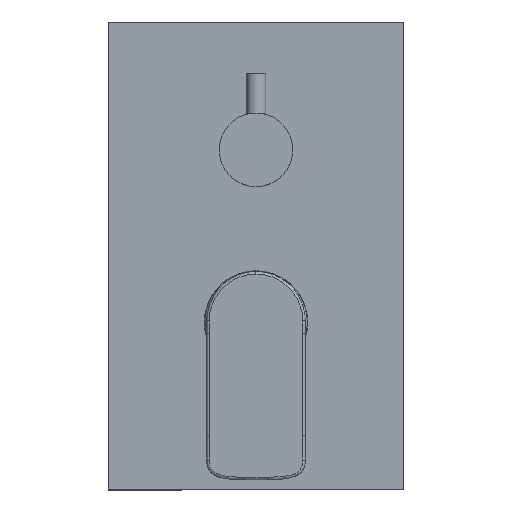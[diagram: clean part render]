
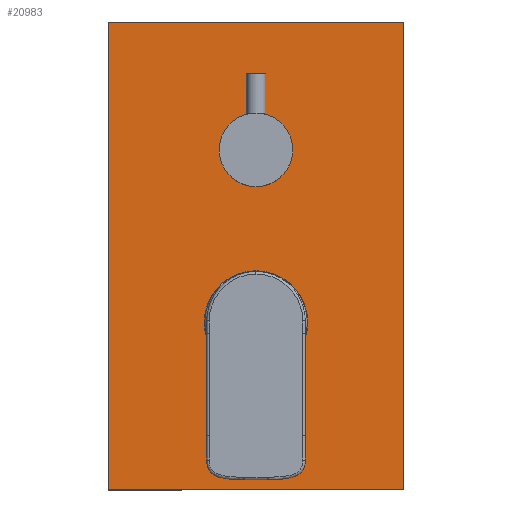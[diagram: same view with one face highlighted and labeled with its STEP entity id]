
A CAD part, top view. The second image highlights one B-rep face of the part: STEP entity #20983.
In plain terms, the highlighted planar face has unit normal (0, 0, 1).
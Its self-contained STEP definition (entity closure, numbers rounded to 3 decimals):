
#432 = FACE_BOUND ( 'NONE', #48970, .T. ) ;
#1640 = CARTESIAN_POINT ( 'NONE',  ( 0., 0., 9. ) ) ;
#1663 = CARTESIAN_POINT ( 'NONE',  ( 60., 95., 9. ) ) ;
#1918 = AXIS2_PLACEMENT_3D ( 'NONE', #13293, #8307, #18687 ) ;
#2281 = DIRECTION ( 'NONE',  ( -1., 0., 0. ) ) ;
#2970 = VECTOR ( 'NONE', #56348, 1000. ) ;
#2986 = DIRECTION ( 'NONE',  ( 0., 1., 0. ) ) ;
#3402 = CARTESIAN_POINT ( 'NONE',  ( 60., 95., 9. ) ) ;
#5219 = VERTEX_POINT ( 'NONE', #51289 ) ;
#5251 = CARTESIAN_POINT ( 'NONE',  ( -12.5, 43., 9. ) ) ;
#7511 = DIRECTION ( 'NONE',  ( 0., -1., 0. ) ) ;
#8017 = DIRECTION ( 'NONE',  ( 0., 0., 1. ) ) ;
#8307 = DIRECTION ( 'NONE',  ( 0., 0., 1. ) ) ;
#10084 = EDGE_CURVE ( 'NONE', #49349, #19470, #39731, .T. ) ;
#10850 = ORIENTED_EDGE ( 'NONE', *, *, #17160, .T. ) ;
#11000 = EDGE_CURVE ( 'NONE', #5219, #42229, #27134, .T. ) ;
#11915 = EDGE_LOOP ( 'NONE', ( #19246, #46397 ) ) ;
#11952 = DIRECTION ( 'NONE',  ( 1., 0., 0. ) ) ;
#12164 = EDGE_CURVE ( 'NONE', #21660, #54760, #48040, .T. ) ;
#12231 = CARTESIAN_POINT ( 'NONE',  ( -21., -27., 9. ) ) ;
#13098 = DIRECTION ( 'NONE',  ( 0., 0., 1. ) ) ;
#13293 = CARTESIAN_POINT ( 'NONE',  ( 0., 43., 9. ) ) ;
#16062 = ORIENTED_EDGE ( 'NONE', *, *, #10084, .F. ) ;
#16104 = EDGE_LOOP ( 'NONE', ( #54018, #10850, #24215, #29102 ) ) ;
#16253 = VECTOR ( 'NONE', #7511, 1000. ) ;
#17160 = EDGE_CURVE ( 'NONE', #42229, #48372, #52680, .T. ) ;
#17980 = AXIS2_PLACEMENT_3D ( 'NONE', #52532, #8017, #48413 ) ;
#18687 = DIRECTION ( 'NONE',  ( 1., 0., 0. ) ) ;
#19246 = ORIENTED_EDGE ( 'NONE', *, *, #12164, .F. ) ;
#19470 = VERTEX_POINT ( 'NONE', #5251 ) ;
#20983 = ADVANCED_FACE ( 'NONE', ( #432, #52445, #62466 ), #47273, .F. ) ;
#21500 = CARTESIAN_POINT ( 'NONE',  ( 0., -27., 9. ) ) ;
#21645 = CARTESIAN_POINT ( 'NONE',  ( 60., -95., 9. ) ) ;
#21660 = VERTEX_POINT ( 'NONE', #12231 ) ;
#21678 = CIRCLE ( 'NONE', #33123, 21. ) ;
#22077 = CARTESIAN_POINT ( 'NONE',  ( -60., 95., 9. ) ) ;
#23575 = AXIS2_PLACEMENT_3D ( 'NONE', #21500, #41094, #11952 ) ;
#24215 = ORIENTED_EDGE ( 'NONE', *, *, #36746, .T. ) ;
#25180 = CIRCLE ( 'NONE', #17980, 12.5 ) ;
#27036 = DIRECTION ( 'NONE',  ( 0., 0., -1. ) ) ;
#27134 = LINE ( 'NONE', #22077, #16253 ) ;
#28006 = CARTESIAN_POINT ( 'NONE',  ( 60., -95., 9. ) ) ;
#29102 = ORIENTED_EDGE ( 'NONE', *, *, #31878, .T. ) ;
#29552 = CARTESIAN_POINT ( 'NONE',  ( -60., -95., 9. ) ) ;
#29709 = VECTOR ( 'NONE', #2986, 1000. ) ;
#31001 = CARTESIAN_POINT ( 'NONE',  ( 21., -27., 9. ) ) ;
#31639 = DIRECTION ( 'NONE',  ( -1., 0., 0. ) ) ;
#31878 = EDGE_CURVE ( 'NONE', #53922, #5219, #54723, .T. ) ;
#33123 = AXIS2_PLACEMENT_3D ( 'NONE', #33309, #13098, #53026 ) ;
#33309 = CARTESIAN_POINT ( 'NONE',  ( 0., -27., 9. ) ) ;
#33724 = EDGE_CURVE ( 'NONE', #19470, #49349, #25180, .T. ) ;
#36746 = EDGE_CURVE ( 'NONE', #48372, #53922, #46804, .T. ) ;
#39731 = CIRCLE ( 'NONE', #1918, 12.5 ) ;
#39971 = EDGE_CURVE ( 'NONE', #54760, #21660, #21678, .T. ) ;
#41094 = DIRECTION ( 'NONE',  ( 0., 0., 1. ) ) ;
#42229 = VERTEX_POINT ( 'NONE', #29552 ) ;
#46397 = ORIENTED_EDGE ( 'NONE', *, *, #39971, .F. ) ;
#46804 = LINE ( 'NONE', #3402, #29709 ) ;
#46975 = VECTOR ( 'NONE', #31639, 1000. ) ;
#47273 = PLANE ( 'NONE',  #50936 ) ;
#48040 = CIRCLE ( 'NONE', #23575, 21. ) ;
#48372 = VERTEX_POINT ( 'NONE', #28006 ) ;
#48413 = DIRECTION ( 'NONE',  ( 1., 0., 0. ) ) ;
#48970 = EDGE_LOOP ( 'NONE', ( #56182, #16062 ) ) ;
#49349 = VERTEX_POINT ( 'NONE', #59692 ) ;
#50936 = AXIS2_PLACEMENT_3D ( 'NONE', #1640, #27036, #2281 ) ;
#51289 = CARTESIAN_POINT ( 'NONE',  ( -60., 95., 9. ) ) ;
#51392 = CARTESIAN_POINT ( 'NONE',  ( 60., 95., 9. ) ) ;
#52445 = FACE_BOUND ( 'NONE', #11915, .T. ) ;
#52532 = CARTESIAN_POINT ( 'NONE',  ( 0., 43., 9. ) ) ;
#52680 = LINE ( 'NONE', #21645, #2970 ) ;
#53026 = DIRECTION ( 'NONE',  ( 1., 0., 0. ) ) ;
#53922 = VERTEX_POINT ( 'NONE', #1663 ) ;
#54018 = ORIENTED_EDGE ( 'NONE', *, *, #11000, .T. ) ;
#54723 = LINE ( 'NONE', #51392, #46975 ) ;
#54760 = VERTEX_POINT ( 'NONE', #31001 ) ;
#56182 = ORIENTED_EDGE ( 'NONE', *, *, #33724, .F. ) ;
#56348 = DIRECTION ( 'NONE',  ( 1., 0., 0. ) ) ;
#59692 = CARTESIAN_POINT ( 'NONE',  ( 12.5, 43., 9. ) ) ;
#62466 = FACE_OUTER_BOUND ( 'NONE', #16104, .T. ) ;
